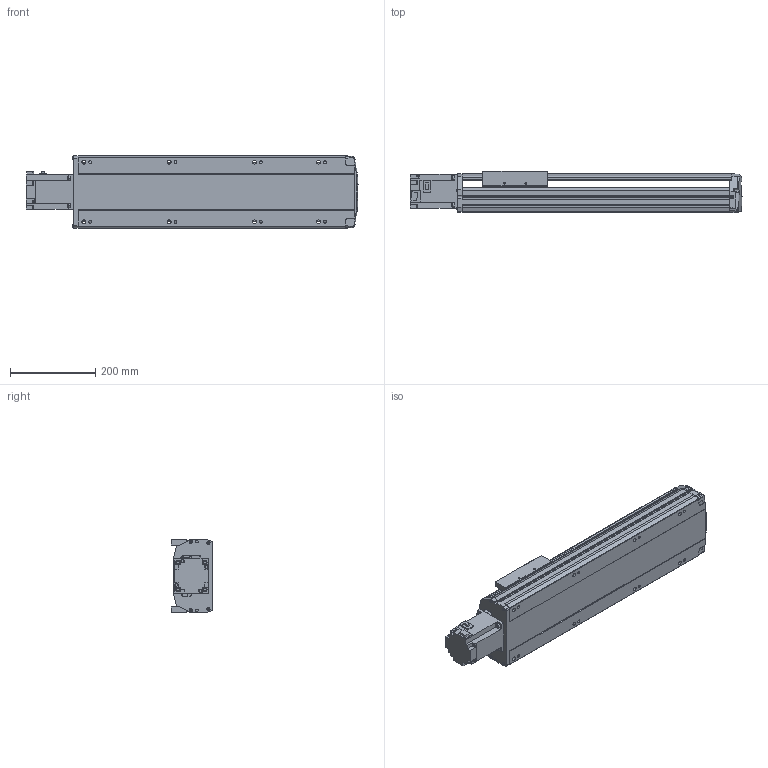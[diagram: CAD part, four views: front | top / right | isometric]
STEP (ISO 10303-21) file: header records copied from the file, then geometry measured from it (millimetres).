
FILE_DESCRIPTION (( 'STEP AP214' ), '1' );
FILE_NAME ('WEX170BC-20XLD-0400XXXX.STEP', '2025-02-28T16:34:06', ( '' ), ( '' ), 'SwSTEP 2.0', 'SolidWorks 2022', '' );
FILE_SCHEMA (( 'AUTOMOTIVE_DESIGN' ));
Length unit declared in the file: millimetre
Products named in the file (8): WEX170BC-20XLD-0400XXXX; WEX170-400CARRIAGE; WEX170-400TOPPLATE; WEX170-400-1; WEX170-400-2; WEX170-400MOTOR; WEX170-600FANGTOOTH; FANG STICKER
Assembly tree (6 placements, depth 2):
  WEX170BC-20XLD-0400XXXX
    WEX170-400-1
    WEX170-400CARRIAGE
    WEX170-600FANGTOOTH
    WEX170-400TOPPLATE
    WEX170-400MOTOR
    FANG STICKER
  WEX170-400-2
Bounding box: 778.02 x 97 x 170 mm (x, y, z)
Volume: 5817255.5 mm3; surface area: 872976.4 mm2
Topology: 6 solids, 6 shells, 1098 faces, 3045 edges, 2018 vertices
Faces by surface type: plane 702, cylinder 359, torus 28, cone 8, sphere 1
Entity records: 37179 total; most frequent: CARTESIAN_POINT 8245, ORIENTED_EDGE 6090, DIRECTION 5843, EDGE_CURVE 3045, VECTOR 2155, LINE 2155, VERTEX_POINT 2018, AXIS2_PLACEMENT_3D 1844
